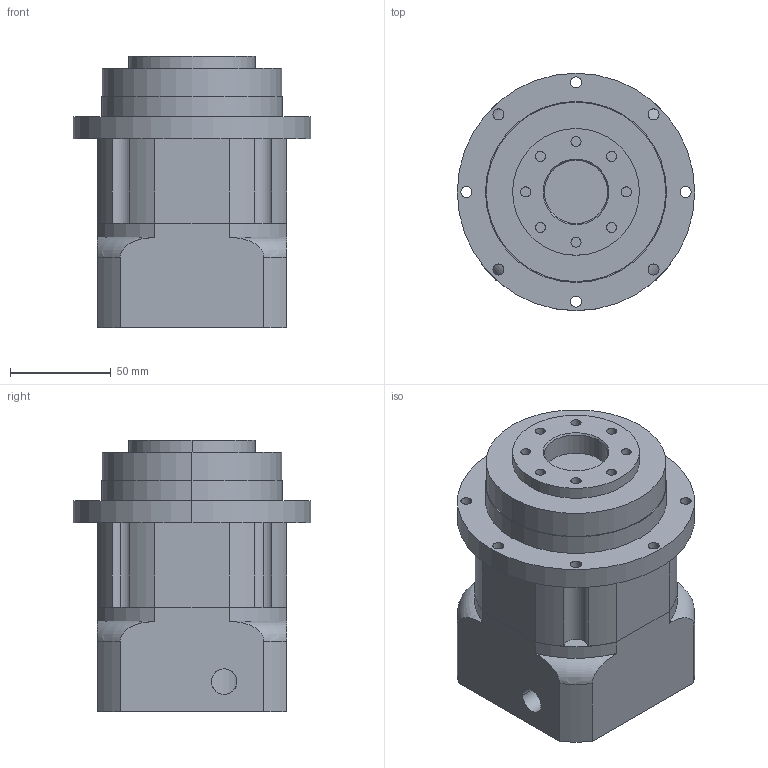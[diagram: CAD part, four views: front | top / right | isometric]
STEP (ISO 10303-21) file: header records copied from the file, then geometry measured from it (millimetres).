
FILE_DESCRIPTION (( 'STEP AP214' ), '1' );
FILE_NAME ('DF090-L1-XX-19-70-90-M6_2019.STEP', '2019-03-14T02:36:12', ( 'Y' ), ( 'NCU' ), 'SwSTEP 2.0', 'SolidWorks 2016', '' );
FILE_SCHEMA (( 'AUTOMOTIVE_DESIGN' ));
Length unit declared in the file: millimetre
Products named in the file (1): DF090-L1-XX-19-70-90-M6_2019
Bounding box: 118 x 118 x 135 mm (x, y, z)
Volume: 920365.1 mm3; surface area: 137757.7 mm2
Topology: 3 solids, 3 shells, 294 faces, 700 edges, 454 vertices
Faces by surface type: cylinder 150, plane 114, cone 26, torus 4
Entity records: 10190 total; most frequent: CARTESIAN_POINT 1985, DIRECTION 1580, ORIENTED_EDGE 1384, EDGE_CURVE 692, AXIS2_PLACEMENT_3D 609, VERTEX_POINT 454, EDGE_LOOP 384, LINE 362
